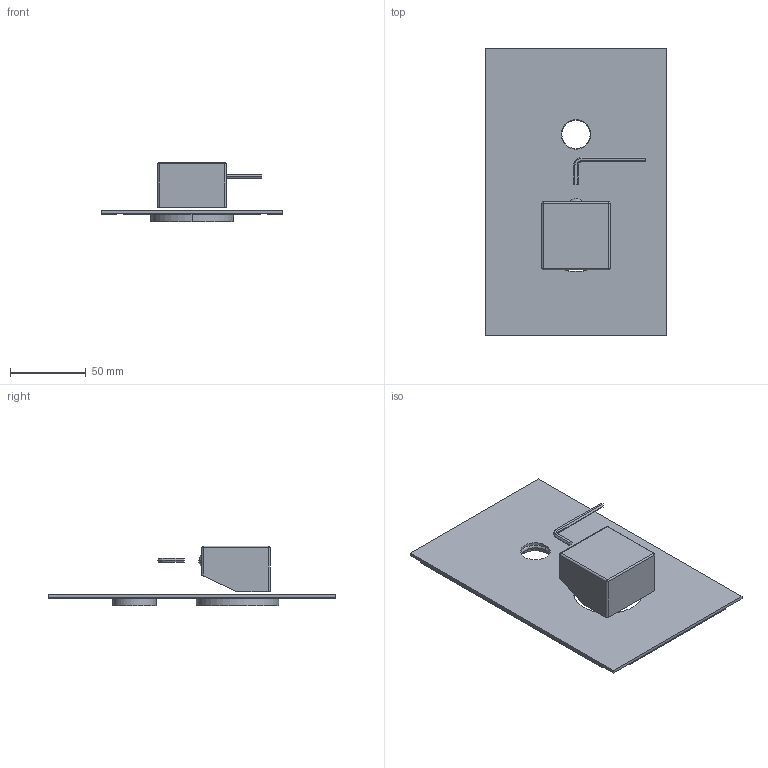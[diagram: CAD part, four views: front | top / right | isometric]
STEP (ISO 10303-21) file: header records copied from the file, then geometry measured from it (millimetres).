
FILE_DESCRIPTION((''),'2;1');
FILE_NAME('LEC015CR-MEST_ASM','2021-01-29T16:12:20',('stefano.gianpani'),('PAFFONI SpA'),'CREO PARAMETRIC BY PTC INC, 2020044','CREO PARAMETRIC BY PTC INC, 2020044','');
FILE_SCHEMA(('CONFIG_CONTROL_DESIGN','SHAPE_APPEARANCE_LAYERS_GROUPS'));
Length unit declared in the file: millimetre
Products named in the file (11): 2041708CR; 592305006A2I; TCF08CRTE; CHBR25; 8001113CR_ASM; 4061169CRI; 2092467_AF1; 2092468_AF0; 2091415; 2091417; LEC015CR-MEST_ASM
Assembly tree (12 placements, depth 3):
  LEC015CR-MEST_ASM
    2041708CR
    8001113CR_ASM
      592305006A2I
      TCF08CRTE
      CHBR25
    4061169CRI
    2092467_AF1
    2092468_AF0
    2091415  x2
    2091417  x2
Bounding box: 120 x 190 x 39.5 mm (x, y, z)
Volume: 64052.4 mm3; surface area: 75426.2 mm2
Topology: 11 solids, 13 shells, 220 faces, 492 edges, 301 vertices
Faces by surface type: plane 100, cylinder 70, cone 18, sphere 14, torus 12, bspline 6
Entity records: 7902 total; most frequent: CARTESIAN_POINT 1439, DIRECTION 1064, ORIENTED_EDGE 924, PRESENTATION_STYLE_ASSIGNMENT 477, STYLED_ITEM 477, CURVE_STYLE 466, EDGE_CURVE 466, AXIS2_PLACEMENT_3D 398
